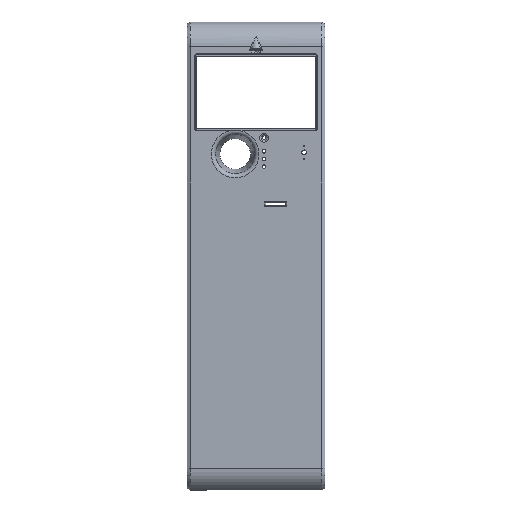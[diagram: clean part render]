
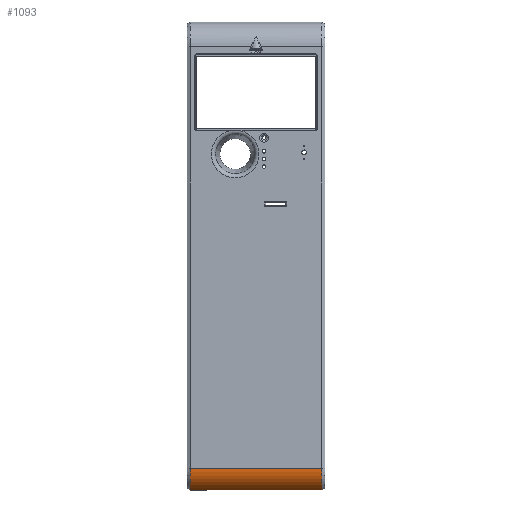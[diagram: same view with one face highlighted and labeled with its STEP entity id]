
A CAD part, front view. The second image highlights one B-rep face of the part: STEP entity #1093.
In plain terms, the highlighted cylindrical face has radius 114 mm (diameter 228 mm), a partial arc.
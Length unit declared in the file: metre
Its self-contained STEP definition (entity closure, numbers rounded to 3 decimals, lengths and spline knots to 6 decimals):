
#1093 = ADVANCED_FACE( '', ( #2173 ), #2174, .T. );
#2173 = FACE_OUTER_BOUND( '', #7481, .T. );
#2174 = CYLINDRICAL_SURFACE( '', #7482, 0.114 );
#7481 = EDGE_LOOP( '', ( #10152, #10153, #10154, #10155 ) );
#7482 = AXIS2_PLACEMENT_3D( '', #10156, #10157, #10158 );
#10152 = ORIENTED_EDGE( '', *, *, #12351, .T. );
#10153 = ORIENTED_EDGE( '', *, *, #12352, .F. );
#10154 = ORIENTED_EDGE( '', *, *, #12339, .F. );
#10155 = ORIENTED_EDGE( '', *, *, #12204, .T. );
#10156 = CARTESIAN_POINT( '', ( 0.145, 0.021, -0.003 ) );
#10157 = DIRECTION( '', ( -1., 0., 0. ) );
#10158 = DIRECTION( '', ( 0., 0., -1. ) );
#12204 = EDGE_CURVE( '', #13995, #13993, #13996, .T. );
#12339 = EDGE_CURVE( '', #13995, #14202, #14203, .T. );
#12351 = EDGE_CURVE( '', #13993, #14216, #14217, .T. );
#12352 = EDGE_CURVE( '', #14202, #14216, #14218, .T. );
#13993 = VERTEX_POINT( '', #16557 );
#13995 = VERTEX_POINT( '', #16560 );
#13996 = LINE( '', #16561, #16562 );
#14202 = VERTEX_POINT( '', #17251 );
#14203 = CIRCLE( '', #17252, 0.114 );
#14216 = VERTEX_POINT( '', #17274 );
#14217 = CIRCLE( '', #17275, 0.114 );
#14218 = LINE( '', #17276, #17277 );
#16557 = CARTESIAN_POINT( '', ( 0.16, -0.093, -0.003 ) );
#16560 = CARTESIAN_POINT( '', ( 0.76, -0.093, -0.003 ) );
#16561 = CARTESIAN_POINT( '', ( 0.294304, -0.093, -0.003 ) );
#16562 = VECTOR( '', #18602, 1. );
#17251 = CARTESIAN_POINT( '', ( 0.76, -0.033736, -0.103 ) );
#17252 = AXIS2_PLACEMENT_3D( '', #18832, #18833, #18834 );
#17274 = CARTESIAN_POINT( '', ( 0.16, -0.033736, -0.103 ) );
#17275 = AXIS2_PLACEMENT_3D( '', #18850, #18851, #18852 );
#17276 = CARTESIAN_POINT( '', ( 0.294304, -0.033736, -0.103 ) );
#17277 = VECTOR( '', #18853, 1. );
#18602 = DIRECTION( '', ( -1., 0., 0. ) );
#18832 = CARTESIAN_POINT( '', ( 0.76, 0.021, -0.003 ) );
#18833 = DIRECTION( '', ( 1., 0., 0. ) );
#18834 = DIRECTION( '', ( 0., -1., 0. ) );
#18850 = CARTESIAN_POINT( '', ( 0.16, 0.021, -0.003 ) );
#18851 = DIRECTION( '', ( 1., 0., 0. ) );
#18852 = DIRECTION( '', ( 0., -1., 0. ) );
#18853 = DIRECTION( '', ( -1., 0., 0. ) );
